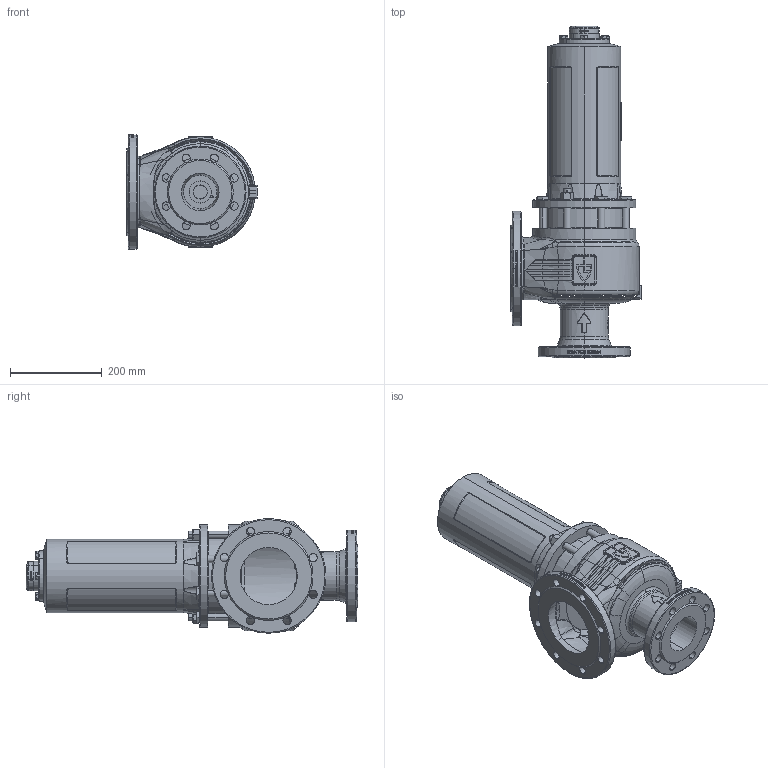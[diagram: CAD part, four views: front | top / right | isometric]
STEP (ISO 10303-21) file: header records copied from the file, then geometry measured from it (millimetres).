
FILE_DESCRIPTION (( 'STEP AP214' ), '1' );
FILE_NAME ('455TBGFO_80_FLFL_80125_MD.STEP', '2020-07-16T07:37:18', ( '' ), ( '' ), 'SwSTEP 2.0', 'SolidWorks 2018', '' );
FILE_SCHEMA (( 'AUTOMOTIVE_DESIGN' ));
Length unit declared in the file: millimetre
Products named in the file (2): 455TBGFO_80_FLFL_80125_MD
Bounding box: 284 x 724.9 x 250 mm (x, y, z)
Volume: 5243421.3 mm3; surface area: 1190655.5 mm2
Topology: 20 solids, 20 shells, 1778 faces, 4958 edges, 3382 vertices
Faces by surface type: bspline 525, plane 479, cylinder 452, cone 235, torus 86, sphere 1
Entity records: 154299 total; most frequent: CARTESIAN_POINT 92643, ORIENTED_EDGE 9846, DIRECTION 7116, EDGE_CURVE 4923, VERTEX_POINT 3382, AXIS2_PLACEMENT_3D 2851, EDGE_LOOP 2065, B_SPLINE_CURVE_WITH_KNOTS 1901
